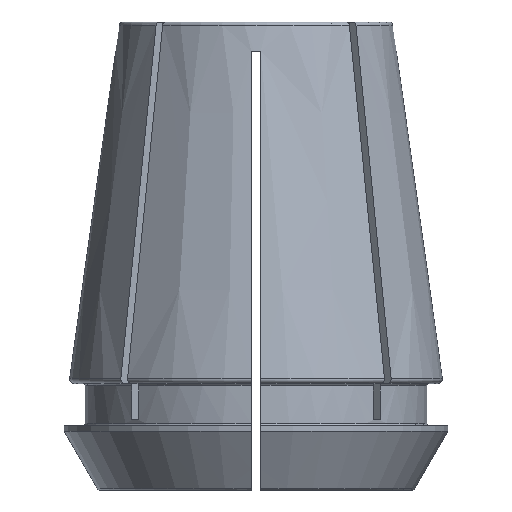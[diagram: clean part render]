
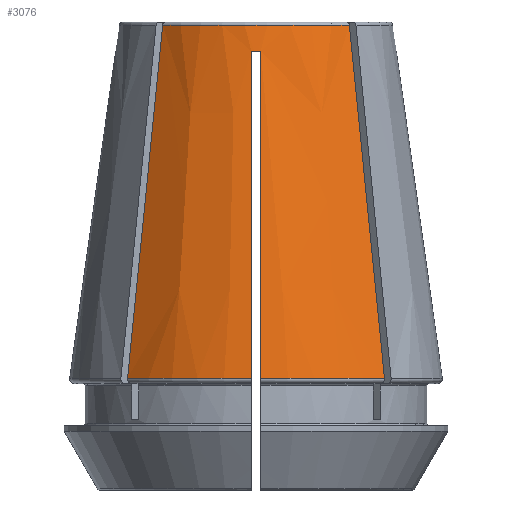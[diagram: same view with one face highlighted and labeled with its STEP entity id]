
A CAD part, front view. The second image highlights one B-rep face of the part: STEP entity #3076.
In plain terms, the highlighted conical face has half-angle 8 degrees and reference radius 11.657 mm.
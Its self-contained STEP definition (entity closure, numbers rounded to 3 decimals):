
#572=B_SPLINE_CURVE_WITH_KNOTS('',3,(#4544,#4545,#4546,#4547),
 .UNSPECIFIED.,.F.,.F.,(4,4),(0.,0.03),
 .UNSPECIFIED.);
#573=B_SPLINE_CURVE_WITH_KNOTS('',3,(#4551,#4552,#4553,#4554),
 .UNSPECIFIED.,.F.,.F.,(4,4),(0.,0.03),
 .UNSPECIFIED.);
#574=B_SPLINE_CURVE_WITH_KNOTS('',3,(#4558,#4559,#4560,#4561,#4562,#4563,
#4564,#4565,#4566,#4567),.UNSPECIFIED.,.F.,.F.,(4,3,3,4),(0.018,
0.022,0.044,0.047),.UNSPECIFIED.);
#575=B_SPLINE_CURVE_WITH_KNOTS('',3,(#4571,#4572,#4573,#4574,#4575,#4576,
#4577,#4578,#4579,#4580),.UNSPECIFIED.,.F.,.F.,(4,3,3,4),(0.018,
0.022,0.044,0.047),.UNSPECIFIED.);
#684=ORIENTED_EDGE('',*,*,#1692,.T.);
#685=ORIENTED_EDGE('',*,*,#1693,.T.);
#686=ORIENTED_EDGE('',*,*,#1694,.F.);
#687=ORIENTED_EDGE('',*,*,#1695,.F.);
#688=ORIENTED_EDGE('',*,*,#1696,.T.);
#689=ORIENTED_EDGE('',*,*,#1697,.F.);
#690=ORIENTED_EDGE('',*,*,#1698,.F.);
#691=ORIENTED_EDGE('',*,*,#1699,.T.);
#1692=EDGE_CURVE('',#2196,#2197,#2532,.T.);
#1693=EDGE_CURVE('',#2197,#2198,#572,.T.);
#1694=EDGE_CURVE('',#2199,#2198,#2533,.T.);
#1695=EDGE_CURVE('',#2200,#2199,#573,.T.);
#1696=EDGE_CURVE('',#2200,#2201,#2534,.T.);
#1697=EDGE_CURVE('',#2202,#2201,#574,.T.);
#1698=EDGE_CURVE('',#2203,#2202,#2535,.T.);
#1699=EDGE_CURVE('',#2203,#2196,#575,.T.);
#2196=VERTEX_POINT('',#4542);
#2197=VERTEX_POINT('',#4543);
#2198=VERTEX_POINT('',#4548);
#2199=VERTEX_POINT('',#4550);
#2200=VERTEX_POINT('',#4555);
#2201=VERTEX_POINT('',#4557);
#2202=VERTEX_POINT('',#4568);
#2203=VERTEX_POINT('',#4570);
#2532=CIRCLE('',#3258,15.936);
#2533=CIRCLE('',#3259,11.694);
#2534=CIRCLE('',#3260,15.936);
#2535=CIRCLE('',#3261,12.009);
#2724=EDGE_LOOP('',(#684,#685,#686,#687,#688,#689,#690,#691));
#2892=FACE_BOUND('',#2724,.T.);
#3060=CONICAL_SURFACE('',#3257,11.657,0.14);
#3076=ADVANCED_FACE('',(#2892),#3060,.T.);
#3257=AXIS2_PLACEMENT_3D('',#4540,#3619,#3620);
#3258=AXIS2_PLACEMENT_3D('',#4541,#3621,#3622);
#3259=AXIS2_PLACEMENT_3D('',#4549,#3623,#3624);
#3260=AXIS2_PLACEMENT_3D('',#4556,#3625,#3626);
#3261=AXIS2_PLACEMENT_3D('',#4569,#3627,#3628);
#3619=DIRECTION('',(0.,0.,-1.));
#3620=DIRECTION('',(-1.,0.,0.));
#3621=DIRECTION('',(0.,0.,1.));
#3622=DIRECTION('',(1.,0.,0.));
#3623=DIRECTION('',(0.,0.,1.));
#3624=DIRECTION('',(1.,0.,0.));
#3625=DIRECTION('',(0.,0.,1.));
#3626=DIRECTION('',(1.,0.,0.));
#3627=DIRECTION('',(0.,0.,-1.));
#3628=DIRECTION('',(-1.,0.,0.));
#4540=CARTESIAN_POINT('',(0.,0.,34.5));
#4541=CARTESIAN_POINT('',(0.,0.,4.056));
#4542=CARTESIAN_POINT('',(0.4,-15.931,4.056));
#4543=CARTESIAN_POINT('',(10.982,-11.548,4.056));
#4544=CARTESIAN_POINT('',(10.982,-11.548,4.056));
#4545=CARTESIAN_POINT('',(9.982,-10.547,14.118));
#4546=CARTESIAN_POINT('',(8.981,-9.547,24.18));
#4547=CARTESIAN_POINT('',(7.981,-8.547,34.242));
#4548=CARTESIAN_POINT('',(7.981,-8.547,34.242));
#4549=CARTESIAN_POINT('',(0.,0.,34.242));
#4550=CARTESIAN_POINT('',(-7.981,-8.547,34.242));
#4551=CARTESIAN_POINT('',(-10.982,-11.548,4.056));
#4552=CARTESIAN_POINT('',(-9.982,-10.547,14.118));
#4553=CARTESIAN_POINT('',(-8.981,-9.547,24.18));
#4554=CARTESIAN_POINT('',(-7.981,-8.547,34.242));
#4555=CARTESIAN_POINT('',(-10.982,-11.548,4.056));
#4556=CARTESIAN_POINT('',(0.,0.,4.056));
#4557=CARTESIAN_POINT('',(-0.4,-15.931,4.056));
#4558=CARTESIAN_POINT('',(-0.4,-12.002,32.));
#4559=CARTESIAN_POINT('',(-0.4,-12.162,30.861));
#4560=CARTESIAN_POINT('',(-0.4,-12.322,29.721));
#4561=CARTESIAN_POINT('',(-0.4,-12.483,28.582));
#4562=CARTESIAN_POINT('',(-0.4,-13.5,21.344));
#4563=CARTESIAN_POINT('',(-0.4,-14.518,14.106));
#4564=CARTESIAN_POINT('',(-0.4,-15.535,6.869));
#4565=CARTESIAN_POINT('',(-0.4,-15.667,5.931));
#4566=CARTESIAN_POINT('',(-0.4,-15.799,4.993));
#4567=CARTESIAN_POINT('',(-0.4,-15.931,4.056));
#4568=CARTESIAN_POINT('',(-0.4,-12.002,32.));
#4569=CARTESIAN_POINT('',(0.,0.,32.));
#4570=CARTESIAN_POINT('',(0.4,-12.002,32.));
#4571=CARTESIAN_POINT('',(0.4,-12.002,32.));
#4572=CARTESIAN_POINT('',(0.4,-12.162,30.861));
#4573=CARTESIAN_POINT('',(0.4,-12.322,29.721));
#4574=CARTESIAN_POINT('',(0.4,-12.483,28.582));
#4575=CARTESIAN_POINT('',(0.4,-13.5,21.344));
#4576=CARTESIAN_POINT('',(0.4,-14.518,14.106));
#4577=CARTESIAN_POINT('',(0.4,-15.535,6.869));
#4578=CARTESIAN_POINT('',(0.4,-15.667,5.931));
#4579=CARTESIAN_POINT('',(0.4,-15.799,4.993));
#4580=CARTESIAN_POINT('',(0.4,-15.931,4.056));
